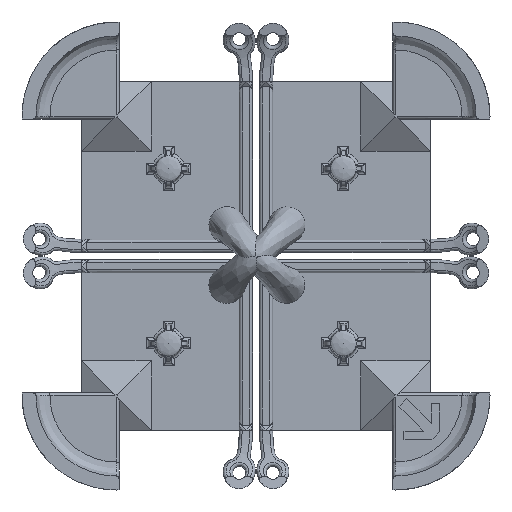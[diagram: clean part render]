
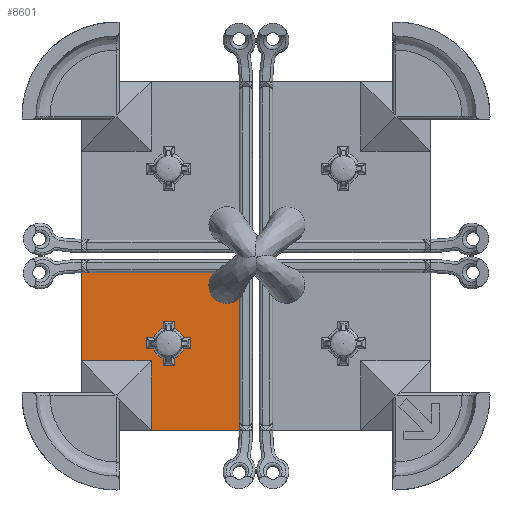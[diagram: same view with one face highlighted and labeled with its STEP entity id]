
A CAD part, front view. The second image highlights one B-rep face of the part: STEP entity #8601.
In plain terms, the highlighted planar face has unit normal (0, -1, 0).
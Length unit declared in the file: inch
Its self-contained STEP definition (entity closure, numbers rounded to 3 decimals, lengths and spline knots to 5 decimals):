
#96=LINE('',#12481,#713);
#98=LINE('',#12489,#715);
#100=LINE('',#12535,#717);
#102=LINE('',#12558,#719);
#104=LINE('',#12564,#721);
#107=LINE('',#12610,#724);
#109=LINE('',#12618,#726);
#111=LINE('',#12624,#728);
#113=LINE('',#12652,#730);
#114=LINE('',#12657,#731);
#117=LINE('',#12665,#734);
#119=LINE('',#12671,#736);
#127=LINE('',#12705,#744);
#128=LINE('',#12707,#745);
#129=LINE('',#12709,#746);
#130=LINE('',#12712,#747);
#713=VECTOR('',#10070,0.02531);
#715=VECTOR('',#10078,0.03956);
#717=VECTOR('',#10094,0.02531);
#719=VECTOR('',#10102,0.03956);
#721=VECTOR('',#10108,0.02531);
#724=VECTOR('',#10125,0.02531);
#726=VECTOR('',#10133,0.03956);
#728=VECTOR('',#10141,0.02531);
#730=VECTOR('',#10155,0.02531);
#731=VECTOR('',#10162,0.02531);
#734=VECTOR('',#10169,0.03956);
#736=VECTOR('',#10177,0.02531);
#744=VECTOR('',#10215,0.6125);
#745=VECTOR('',#10216,0.6125);
#746=VECTOR('',#10217,0.4875);
#747=VECTOR('',#10220,0.4875);
#2178=PLANE('',#9208);
#2397=FACE_BOUND('',#2998,.T.);
#2493=FACE_OUTER_BOUND('',#2997,.T.);
#2997=EDGE_LOOP('',(#6164,#6165,#6166,#6167,#6168));
#2998=EDGE_LOOP('',(#6169,#6170,#6171,#6172,#6173,#6174,#6175,#6176,#6177,
#6178,#6179,#6180,#6181,#6182,#6183,#6184));
#3472=CIRCLE('',#9147,0.05752);
#3475=CIRCLE('',#9159,0.05752);
#3476=CIRCLE('',#9169,0.05752);
#3478=CIRCLE('',#9181,0.05752);
#3480=CIRCLE('',#9209,0.125);
#3646=VERTEX_POINT('',#12441);
#3647=VERTEX_POINT('',#12442);
#3652=VERTEX_POINT('',#12480);
#3655=VERTEX_POINT('',#12488);
#3660=VERTEX_POINT('',#12499);
#3661=VERTEX_POINT('',#12514);
#3663=VERTEX_POINT('',#12533);
#3664=VERTEX_POINT('',#12534);
#3668=VERTEX_POINT('',#12557);
#3670=VERTEX_POINT('',#12563);
#3673=VERTEX_POINT('',#12584);
#3678=VERTEX_POINT('',#12609);
#3681=VERTEX_POINT('',#12617);
#3683=VERTEX_POINT('',#12626);
#3688=VERTEX_POINT('',#12651);
#3692=VERTEX_POINT('',#12664);
#3703=VERTEX_POINT('',#12703);
#3704=VERTEX_POINT('',#12704);
#3705=VERTEX_POINT('',#12706);
#3706=VERTEX_POINT('',#12708);
#3707=VERTEX_POINT('',#12710);
#4581=EDGE_CURVE('',#3646,#3647,#3472,.T.);
#4587=EDGE_CURVE('',#3647,#3652,#96,.T.);
#4591=EDGE_CURVE('',#3652,#3655,#98,.T.);
#4597=EDGE_CURVE('',#3660,#3661,#3475,.T.);
#4600=EDGE_CURVE('',#3663,#3664,#100,.T.);
#4605=EDGE_CURVE('',#3664,#3668,#102,.T.);
#4608=EDGE_CURVE('',#3668,#3670,#104,.T.);
#4612=EDGE_CURVE('',#3670,#3673,#3476,.T.);
#4618=EDGE_CURVE('',#3673,#3678,#107,.T.);
#4622=EDGE_CURVE('',#3678,#3681,#109,.T.);
#4626=EDGE_CURVE('',#3681,#3660,#111,.T.);
#4627=EDGE_CURVE('',#3683,#3663,#3478,.T.);
#4633=EDGE_CURVE('',#3661,#3688,#113,.T.);
#4636=EDGE_CURVE('',#3655,#3683,#114,.T.);
#4640=EDGE_CURVE('',#3688,#3692,#117,.T.);
#4644=EDGE_CURVE('',#3692,#3646,#119,.T.);
#4660=EDGE_CURVE('',#3703,#3704,#127,.T.);
#4661=EDGE_CURVE('',#3704,#3705,#128,.T.);
#4662=EDGE_CURVE('',#3705,#3706,#129,.T.);
#4663=EDGE_CURVE('',#3706,#3707,#3480,.T.);
#4664=EDGE_CURVE('',#3707,#3703,#130,.T.);
#6164=ORIENTED_EDGE('',*,*,#4660,.T.);
#6165=ORIENTED_EDGE('',*,*,#4661,.T.);
#6166=ORIENTED_EDGE('',*,*,#4662,.T.);
#6167=ORIENTED_EDGE('',*,*,#4663,.T.);
#6168=ORIENTED_EDGE('',*,*,#4664,.T.);
#6169=ORIENTED_EDGE('',*,*,#4600,.F.);
#6170=ORIENTED_EDGE('',*,*,#4627,.F.);
#6171=ORIENTED_EDGE('',*,*,#4636,.F.);
#6172=ORIENTED_EDGE('',*,*,#4591,.F.);
#6173=ORIENTED_EDGE('',*,*,#4587,.F.);
#6174=ORIENTED_EDGE('',*,*,#4581,.F.);
#6175=ORIENTED_EDGE('',*,*,#4644,.F.);
#6176=ORIENTED_EDGE('',*,*,#4640,.F.);
#6177=ORIENTED_EDGE('',*,*,#4633,.F.);
#6178=ORIENTED_EDGE('',*,*,#4597,.F.);
#6179=ORIENTED_EDGE('',*,*,#4626,.F.);
#6180=ORIENTED_EDGE('',*,*,#4622,.F.);
#6181=ORIENTED_EDGE('',*,*,#4618,.F.);
#6182=ORIENTED_EDGE('',*,*,#4612,.F.);
#6183=ORIENTED_EDGE('',*,*,#4608,.F.);
#6184=ORIENTED_EDGE('',*,*,#4605,.F.);
#8601=ADVANCED_FACE('',(#2493,#2397),#2178,.F.);
#9147=AXIS2_PLACEMENT_3D('',#12443,#10060,#10061);
#9159=AXIS2_PLACEMENT_3D('',#12515,#10088,#10089);
#9169=AXIS2_PLACEMENT_3D('',#12585,#10114,#10115);
#9181=AXIS2_PLACEMENT_3D('',#12627,#10144,#10145);
#9208=AXIS2_PLACEMENT_3D('',#12702,#10213,#10214);
#9209=AXIS2_PLACEMENT_3D('',#12711,#10218,#10219);
#10060=DIRECTION('center_axis',(0.,-1.,0.));
#10061=DIRECTION('ref_axis',(-0.707,0.,-0.707));
#10070=DIRECTION('',(0.,0.,-1.));
#10078=DIRECTION('',(1.,0.,0.));
#10088=DIRECTION('center_axis',(0.,-1.,0.));
#10089=DIRECTION('ref_axis',(-0.707,0.,0.707));
#10094=DIRECTION('',(1.,0.,0.));
#10102=DIRECTION('',(0.,0.,1.));
#10108=DIRECTION('',(-1.,0.,0.));
#10114=DIRECTION('center_axis',(0.,-1.,0.));
#10115=DIRECTION('ref_axis',(0.707,0.,0.707));
#10125=DIRECTION('',(0.,0.,1.));
#10133=DIRECTION('',(-1.,0.,0.));
#10141=DIRECTION('',(0.,0.,-1.));
#10144=DIRECTION('center_axis',(0.,-1.,0.));
#10145=DIRECTION('ref_axis',(0.707,0.,-0.707));
#10155=DIRECTION('',(-1.,0.,0.));
#10162=DIRECTION('',(0.,0.,1.));
#10169=DIRECTION('',(0.,0.,-1.));
#10177=DIRECTION('',(1.,0.,0.));
#10213=DIRECTION('center_axis',(0.,1.,0.));
#10214=DIRECTION('ref_axis',(0.,0.,-1.));
#10215=DIRECTION('',(0.,0.,1.));
#10216=DIRECTION('',(-1.,0.,0.));
#10217=DIRECTION('',(0.,0.,-1.));
#10218=DIRECTION('center_axis',(0.,-1.,0.));
#10219=DIRECTION('ref_axis',(0.,0.,-1.));
#10220=DIRECTION('',(1.,0.,0.));
#12441=CARTESIAN_POINT('',(-0.36651,0.4,-0.33228));
#12442=CARTESIAN_POINT('',(-0.33228,0.4,-0.36651));
#12443=CARTESIAN_POINT('Origin',(-0.3125,0.4,-0.3125));
#12480=CARTESIAN_POINT('',(-0.33228,0.4,-0.39182));
#12481=CARTESIAN_POINT('',(-0.33228,0.4,-0.30916));
#12488=CARTESIAN_POINT('',(-0.29272,0.4,-0.39182));
#12489=CARTESIAN_POINT('',(-0.2986,0.4,-0.39182));
#12499=CARTESIAN_POINT('',(-0.33228,0.4,-0.25849));
#12514=CARTESIAN_POINT('',(-0.36651,0.4,-0.29272));
#12515=CARTESIAN_POINT('Origin',(-0.3125,0.4,-0.3125));
#12533=CARTESIAN_POINT('',(-0.25849,0.4,-0.33228));
#12534=CARTESIAN_POINT('',(-0.23318,0.4,-0.33228));
#12535=CARTESIAN_POINT('',(-0.30916,0.4,-0.33228));
#12557=CARTESIAN_POINT('',(-0.23318,0.4,-0.29272));
#12558=CARTESIAN_POINT('',(-0.23318,0.4,-0.2986));
#12563=CARTESIAN_POINT('',(-0.25849,0.4,-0.29272));
#12564=CARTESIAN_POINT('',(-0.30916,0.4,-0.29272));
#12584=CARTESIAN_POINT('',(-0.29272,0.4,-0.25849));
#12585=CARTESIAN_POINT('Origin',(-0.3125,0.4,-0.3125));
#12609=CARTESIAN_POINT('',(-0.29272,0.4,-0.23318));
#12610=CARTESIAN_POINT('',(-0.29272,0.4,-0.30916));
#12617=CARTESIAN_POINT('',(-0.33228,0.4,-0.23318));
#12618=CARTESIAN_POINT('',(-0.31972,0.4,-0.23318));
#12624=CARTESIAN_POINT('',(-0.33228,0.4,-0.30916));
#12626=CARTESIAN_POINT('',(-0.29272,0.4,-0.36651));
#12627=CARTESIAN_POINT('Origin',(-0.3125,0.4,-0.3125));
#12651=CARTESIAN_POINT('',(-0.39182,0.4,-0.29272));
#12652=CARTESIAN_POINT('',(-0.30916,0.4,-0.29272));
#12657=CARTESIAN_POINT('',(-0.29272,0.4,-0.30916));
#12664=CARTESIAN_POINT('',(-0.39182,0.4,-0.33228));
#12665=CARTESIAN_POINT('',(-0.39182,0.4,-0.31972));
#12671=CARTESIAN_POINT('',(-0.30916,0.4,-0.33228));
#12702=CARTESIAN_POINT('Origin',(-0.30582,0.4,-0.30582));
#12703=CARTESIAN_POINT('',(-0.0125,0.4,-0.625));
#12704=CARTESIAN_POINT('',(-0.0125,0.4,-0.0125));
#12705=CARTESIAN_POINT('',(-0.0125,0.4,-0.0125));
#12706=CARTESIAN_POINT('',(-0.625,0.4,-0.0125));
#12707=CARTESIAN_POINT('',(-0.625,0.4,-0.0125));
#12708=CARTESIAN_POINT('',(-0.625,0.4,-0.5));
#12709=CARTESIAN_POINT('',(-0.625,0.4,-0.5));
#12710=CARTESIAN_POINT('',(-0.5,0.4,-0.625));
#12711=CARTESIAN_POINT('Origin',(-0.5,0.4,-0.5));
#12712=CARTESIAN_POINT('',(-0.0125,0.4,-0.625));
